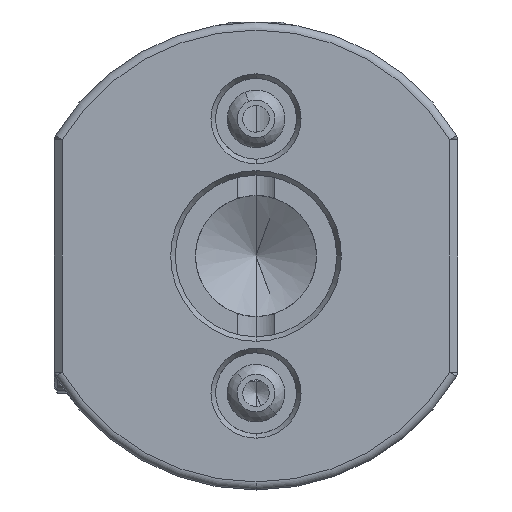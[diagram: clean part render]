
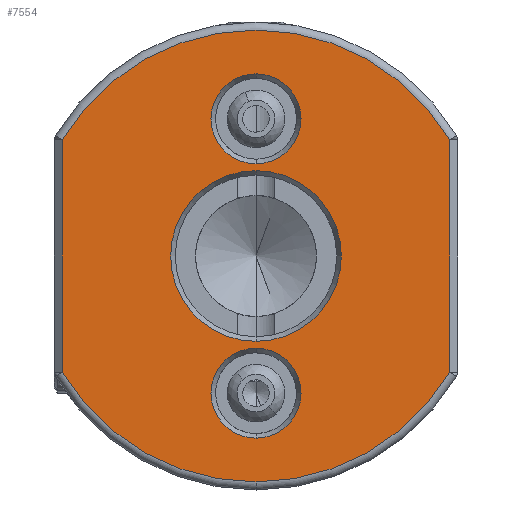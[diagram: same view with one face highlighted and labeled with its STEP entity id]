
A CAD part, left-side view. The second image highlights one B-rep face of the part: STEP entity #7554.
In plain terms, the highlighted planar face has unit normal (-1, 0, 0).
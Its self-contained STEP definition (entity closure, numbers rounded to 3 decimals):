
#58 = DIRECTION ( 'NONE',  ( 1., 0., 0. ) ) ;
#106 = CIRCLE ( 'NONE', #479, 5.577 ) ;
#108 = EDGE_CURVE ( 'NONE', #6310, #3681, #2802, .T. ) ;
#280 = CARTESIAN_POINT ( 'NONE',  ( -41.248, 17.399, 14.734 ) ) ;
#291 = CARTESIAN_POINT ( 'NONE',  ( -41.248, -6.601, -11.111 ) ) ;
#420 = CARTESIAN_POINT ( 'NONE',  ( -41.248, 17.399, -14.11 ) ) ;
#479 = AXIS2_PLACEMENT_3D ( 'NONE', #1292, #5990, #7943 ) ;
#512 = ORIENTED_EDGE ( 'NONE', *, *, #1273, .T. ) ;
#519 = EDGE_CURVE ( 'NONE', #2146, #5547, #6528, .T. ) ;
#594 = ORIENTED_EDGE ( 'NONE', *, *, #8516, .T. ) ;
#718 = AXIS2_PLACEMENT_3D ( 'NONE', #5340, #6675, #7892 ) ;
#958 = CARTESIAN_POINT ( 'NONE',  ( -41.248, -30.601, 14.734 ) ) ;
#1210 = EDGE_CURVE ( 'NONE', #5547, #2146, #4844, .T. ) ;
#1273 = EDGE_CURVE ( 'NONE', #7583, #4461, #6411, .T. ) ;
#1292 = CARTESIAN_POINT ( 'NONE',  ( -41.248, -6.601, -16.688 ) ) ;
#1342 = CIRCLE ( 'NONE', #718, 28. ) ;
#1372 = VECTOR ( 'NONE', #1649, 1000. ) ;
#1459 = CARTESIAN_POINT ( 'NONE',  ( -41.248, -6.601, -22.265 ) ) ;
#1536 = DIRECTION ( 'NONE',  ( 1., 0., 0. ) ) ;
#1649 = DIRECTION ( 'NONE',  ( 0., 0., 1. ) ) ;
#1696 = VERTEX_POINT ( 'NONE', #8537 ) ;
#1739 = CARTESIAN_POINT ( 'NONE',  ( -41.248, -30.601, -14.11 ) ) ;
#2011 = DIRECTION ( 'NONE',  ( 1., 0., 0. ) ) ;
#2077 = DIRECTION ( 'NONE',  ( 1., 0., 0. ) ) ;
#2146 = VERTEX_POINT ( 'NONE', #8430 ) ;
#2224 = ORIENTED_EDGE ( 'NONE', *, *, #519, .T. ) ;
#2231 = CARTESIAN_POINT ( 'NONE',  ( -41.248, -6.601, 0.312 ) ) ;
#2304 = LINE ( 'NONE', #5867, #8387 ) ;
#2344 = CIRCLE ( 'NONE', #7831, 5.577 ) ;
#2656 = CIRCLE ( 'NONE', #7331, 5.577 ) ;
#2802 = LINE ( 'NONE', #4173, #1372 ) ;
#2910 = DIRECTION ( 'NONE',  ( 0., 0., -1. ) ) ;
#3023 = VERTEX_POINT ( 'NONE', #420 ) ;
#3126 = DIRECTION ( 'NONE',  ( 0., 0., -1. ) ) ;
#3267 = AXIS2_PLACEMENT_3D ( 'NONE', #6592, #5239, #7928 ) ;
#3271 = VERTEX_POINT ( 'NONE', #7325 ) ;
#3540 = VERTEX_POINT ( 'NONE', #6333 ) ;
#3634 = DIRECTION ( 'NONE',  ( 1., 0., 0. ) ) ;
#3641 = CIRCLE ( 'NONE', #6189, 28. ) ;
#3681 = VERTEX_POINT ( 'NONE', #958 ) ;
#3738 = FACE_BOUND ( 'NONE', #5171, .T. ) ;
#3739 = ORIENTED_EDGE ( 'NONE', *, *, #1210, .T. ) ;
#3932 = CARTESIAN_POINT ( 'NONE',  ( -41.248, -6.601, 0.312 ) ) ;
#4026 = EDGE_CURVE ( 'NONE', #4461, #7583, #106, .T. ) ;
#4173 = CARTESIAN_POINT ( 'NONE',  ( -41.248, -30.601, 0.312 ) ) ;
#4461 = VERTEX_POINT ( 'NONE', #291 ) ;
#4537 = CARTESIAN_POINT ( 'NONE',  ( -41.248, -6.601, 10.889 ) ) ;
#4664 = AXIS2_PLACEMENT_3D ( 'NONE', #5391, #2011, #7938 ) ;
#4719 = PLANE ( 'NONE',  #4664 ) ;
#4844 = CIRCLE ( 'NONE', #3267, 10.577 ) ;
#4989 = FACE_BOUND ( 'NONE', #7725, .T. ) ;
#4991 = EDGE_CURVE ( 'NONE', #3023, #1696, #7749, .T. ) ;
#5022 = EDGE_LOOP ( 'NONE', ( #3739, #2224 ) ) ;
#5147 = ORIENTED_EDGE ( 'NONE', *, *, #7011, .T. ) ;
#5171 = EDGE_LOOP ( 'NONE', ( #594, #8086 ) ) ;
#5239 = DIRECTION ( 'NONE',  ( 1., 0., 0. ) ) ;
#5340 = CARTESIAN_POINT ( 'NONE',  ( -41.248, -6.601, 0.312 ) ) ;
#5391 = CARTESIAN_POINT ( 'NONE',  ( -41.248, -6.601, 0.312 ) ) ;
#5401 = CARTESIAN_POINT ( 'NONE',  ( -41.248, -6.601, 17.312 ) ) ;
#5487 = DIRECTION ( 'NONE',  ( -1., 0., 0. ) ) ;
#5547 = VERTEX_POINT ( 'NONE', #4537 ) ;
#5637 = DIRECTION ( 'NONE',  ( 0., 0., -1. ) ) ;
#5863 = AXIS2_PLACEMENT_3D ( 'NONE', #3932, #58, #6043 ) ;
#5867 = CARTESIAN_POINT ( 'NONE',  ( -41.248, 17.399, 0.312 ) ) ;
#5928 = AXIS2_PLACEMENT_3D ( 'NONE', #7985, #2077, #6793 ) ;
#5990 = DIRECTION ( 'NONE',  ( 1., 0., 0. ) ) ;
#6043 = DIRECTION ( 'NONE',  ( 0., 0., -1. ) ) ;
#6189 = AXIS2_PLACEMENT_3D ( 'NONE', #6340, #7023, #3126 ) ;
#6310 = VERTEX_POINT ( 'NONE', #1739 ) ;
#6333 = CARTESIAN_POINT ( 'NONE',  ( -41.248, -6.601, 22.889 ) ) ;
#6340 = CARTESIAN_POINT ( 'NONE',  ( -41.248, -6.601, 0.312 ) ) ;
#6411 = CIRCLE ( 'NONE', #5928, 5.577 ) ;
#6528 = CIRCLE ( 'NONE', #5863, 10.577 ) ;
#6592 = CARTESIAN_POINT ( 'NONE',  ( -41.248, -6.601, 0.312 ) ) ;
#6602 = DIRECTION ( 'NONE',  ( 0., 0., -1. ) ) ;
#6675 = DIRECTION ( 'NONE',  ( -1., 0., 0. ) ) ;
#6744 = ORIENTED_EDGE ( 'NONE', *, *, #8065, .T. ) ;
#6793 = DIRECTION ( 'NONE',  ( 0., 0., -1. ) ) ;
#6836 = ORIENTED_EDGE ( 'NONE', *, *, #4991, .T. ) ;
#6843 = AXIS2_PLACEMENT_3D ( 'NONE', #2231, #5487, #2910 ) ;
#6859 = FACE_BOUND ( 'NONE', #5022, .T. ) ;
#6860 = ORIENTED_EDGE ( 'NONE', *, *, #7486, .T. ) ;
#6935 = CARTESIAN_POINT ( 'NONE',  ( -41.248, -6.601, 17.312 ) ) ;
#7011 = EDGE_CURVE ( 'NONE', #1696, #6310, #3641, .T. ) ;
#7023 = DIRECTION ( 'NONE',  ( -1., 0., 0. ) ) ;
#7325 = CARTESIAN_POINT ( 'NONE',  ( -41.248, -6.601, 11.735 ) ) ;
#7331 = AXIS2_PLACEMENT_3D ( 'NONE', #5401, #1536, #8124 ) ;
#7367 = FACE_OUTER_BOUND ( 'NONE', #8383, .T. ) ;
#7486 = EDGE_CURVE ( 'NONE', #8293, #3023, #2304, .T. ) ;
#7554 = ADVANCED_FACE ( 'NONE', ( #3738, #4989, #6859, #7367 ), #4719, .F. ) ;
#7583 = VERTEX_POINT ( 'NONE', #1459 ) ;
#7725 = EDGE_LOOP ( 'NONE', ( #8481, #512 ) ) ;
#7749 = CIRCLE ( 'NONE', #6843, 28. ) ;
#7831 = AXIS2_PLACEMENT_3D ( 'NONE', #6935, #3634, #5637 ) ;
#7892 = DIRECTION ( 'NONE',  ( 0., 0., -1. ) ) ;
#7928 = DIRECTION ( 'NONE',  ( 0., 0., -1. ) ) ;
#7938 = DIRECTION ( 'NONE',  ( 0., 0., -1. ) ) ;
#7943 = DIRECTION ( 'NONE',  ( 0., 0., -1. ) ) ;
#7985 = CARTESIAN_POINT ( 'NONE',  ( -41.248, -6.601, -16.688 ) ) ;
#8065 = EDGE_CURVE ( 'NONE', #3681, #8293, #1342, .T. ) ;
#8086 = ORIENTED_EDGE ( 'NONE', *, *, #8212, .T. ) ;
#8124 = DIRECTION ( 'NONE',  ( 0., 0., -1. ) ) ;
#8212 = EDGE_CURVE ( 'NONE', #3271, #3540, #2656, .T. ) ;
#8272 = ORIENTED_EDGE ( 'NONE', *, *, #108, .T. ) ;
#8293 = VERTEX_POINT ( 'NONE', #280 ) ;
#8383 = EDGE_LOOP ( 'NONE', ( #6836, #5147, #8272, #6744, #6860 ) ) ;
#8387 = VECTOR ( 'NONE', #6602, 1000. ) ;
#8430 = CARTESIAN_POINT ( 'NONE',  ( -41.248, -6.601, -10.265 ) ) ;
#8481 = ORIENTED_EDGE ( 'NONE', *, *, #4026, .T. ) ;
#8516 = EDGE_CURVE ( 'NONE', #3540, #3271, #2344, .T. ) ;
#8537 = CARTESIAN_POINT ( 'NONE',  ( -41.248, -6.601, -27.688 ) ) ;
